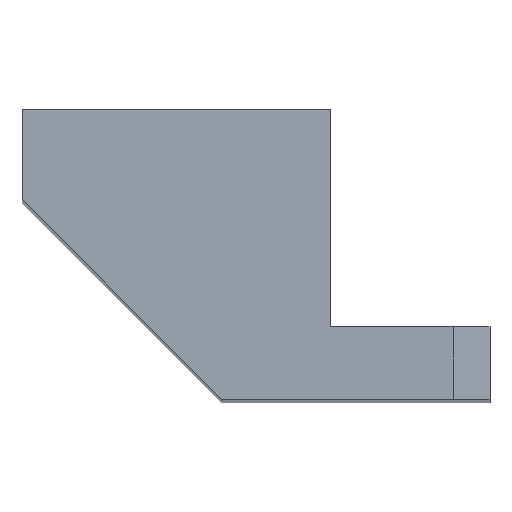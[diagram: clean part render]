
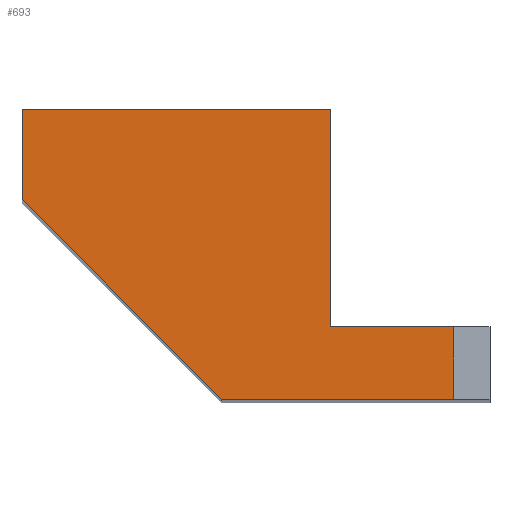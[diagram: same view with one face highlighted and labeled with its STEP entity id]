
A CAD part, top view. The second image highlights one B-rep face of the part: STEP entity #693.
In plain terms, the highlighted planar face has unit normal (0, 0, 1).
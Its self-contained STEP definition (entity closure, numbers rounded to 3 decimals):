
#6 = DIRECTION ( 'NONE',  ( 0., 0., 1. ) ) ;
#27 = VECTOR ( 'NONE', #671, 1000. ) ;
#107 = EDGE_CURVE ( 'NONE', #755, #287, #1049, .T. ) ;
#117 = ORIENTED_EDGE ( 'NONE', *, *, #107, .T. ) ;
#127 = DIRECTION ( 'NONE',  ( 1., 0., 0. ) ) ;
#128 = VECTOR ( 'NONE', #1219, 1000. ) ;
#130 = LINE ( 'NONE', #663, #27 ) ;
#131 = DIRECTION ( 'NONE',  ( -1., 0., 0. ) ) ;
#142 = CARTESIAN_POINT ( 'NONE',  ( -22., 10., 0. ) ) ;
#153 = VERTEX_POINT ( 'NONE', #488 ) ;
#171 = VERTEX_POINT ( 'NONE', #1045 ) ;
#193 = EDGE_CURVE ( 'NONE', #171, #1171, #709, .T. ) ;
#198 = FACE_OUTER_BOUND ( 'NONE', #1153, .T. ) ;
#226 = VERTEX_POINT ( 'NONE', #1187 ) ;
#262 = ORIENTED_EDGE ( 'NONE', *, *, #1283, .T. ) ;
#277 = CARTESIAN_POINT ( 'NONE',  ( -22., 40., 0. ) ) ;
#287 = VERTEX_POINT ( 'NONE', #1210 ) ;
#313 = EDGE_CURVE ( 'NONE', #1171, #755, #922, .T. ) ;
#374 = ORIENTED_EDGE ( 'NONE', *, *, #1216, .T. ) ;
#398 = VERTEX_POINT ( 'NONE', #989 ) ;
#488 = CARTESIAN_POINT ( 'NONE',  ( -5., 10., 0. ) ) ;
#505 = CARTESIAN_POINT ( 'NONE',  ( -64.5, 27.5, 0. ) ) ;
#552 = LINE ( 'NONE', #142, #1335 ) ;
#569 = ORIENTED_EDGE ( 'NONE', *, *, #313, .T. ) ;
#616 = CARTESIAN_POINT ( 'NONE',  ( -64.5, 27.5, 0. ) ) ;
#634 = VECTOR ( 'NONE', #1189, 1000. ) ;
#663 = CARTESIAN_POINT ( 'NONE',  ( -5., 40., 0. ) ) ;
#671 = DIRECTION ( 'NONE',  ( 0., 1., 0. ) ) ;
#687 = VECTOR ( 'NONE', #1175, 1000. ) ;
#693 = ADVANCED_FACE ( 'NONE', ( #198 ), #1396, .T. ) ;
#709 = LINE ( 'NONE', #1315, #1323 ) ;
#755 = VERTEX_POINT ( 'NONE', #616 ) ;
#803 = CARTESIAN_POINT ( 'NONE',  ( 0., 40., 0. ) ) ;
#893 = LINE ( 'NONE', #1206, #128 ) ;
#916 = LINE ( 'NONE', #277, #1277 ) ;
#922 = LINE ( 'NONE', #505, #634 ) ;
#989 = CARTESIAN_POINT ( 'NONE',  ( -22., 10., 0. ) ) ;
#1029 = EDGE_CURVE ( 'NONE', #226, #153, #130, .T. ) ;
#1045 = CARTESIAN_POINT ( 'NONE',  ( -22., 40., 0. ) ) ;
#1049 = LINE ( 'NONE', #1392, #687 ) ;
#1153 = EDGE_LOOP ( 'NONE', ( #1186, #1438, #374, #262, #1202, #569, #117 ) ) ;
#1156 = CARTESIAN_POINT ( 'NONE',  ( -64.5, 40., 0. ) ) ;
#1171 = VERTEX_POINT ( 'NONE', #1156 ) ;
#1175 = DIRECTION ( 'NONE',  ( 0.707, -0.707, 0. ) ) ;
#1186 = ORIENTED_EDGE ( 'NONE', *, *, #1292, .T. ) ;
#1187 = CARTESIAN_POINT ( 'NONE',  ( -5., 0., 0. ) ) ;
#1189 = DIRECTION ( 'NONE',  ( 0., -1., 0. ) ) ;
#1200 = DIRECTION ( 'NONE',  ( -1., 0., 0. ) ) ;
#1202 = ORIENTED_EDGE ( 'NONE', *, *, #193, .T. ) ;
#1206 = CARTESIAN_POINT ( 'NONE',  ( 0., 0., 0. ) ) ;
#1210 = CARTESIAN_POINT ( 'NONE',  ( -37., 0., 0. ) ) ;
#1216 = EDGE_CURVE ( 'NONE', #153, #398, #552, .T. ) ;
#1219 = DIRECTION ( 'NONE',  ( 1., 0., 0. ) ) ;
#1272 = AXIS2_PLACEMENT_3D ( 'NONE', #803, #6, #127 ) ;
#1277 = VECTOR ( 'NONE', #1444, 1000. ) ;
#1283 = EDGE_CURVE ( 'NONE', #398, #171, #916, .T. ) ;
#1292 = EDGE_CURVE ( 'NONE', #287, #226, #893, .T. ) ;
#1315 = CARTESIAN_POINT ( 'NONE',  ( -22., 40., 0. ) ) ;
#1323 = VECTOR ( 'NONE', #131, 1000. ) ;
#1335 = VECTOR ( 'NONE', #1200, 1000. ) ;
#1392 = CARTESIAN_POINT ( 'NONE',  ( -64.5, 27.5, 0. ) ) ;
#1396 = PLANE ( 'NONE',  #1272 ) ;
#1438 = ORIENTED_EDGE ( 'NONE', *, *, #1029, .T. ) ;
#1444 = DIRECTION ( 'NONE',  ( 0., 1., 0. ) ) ;
